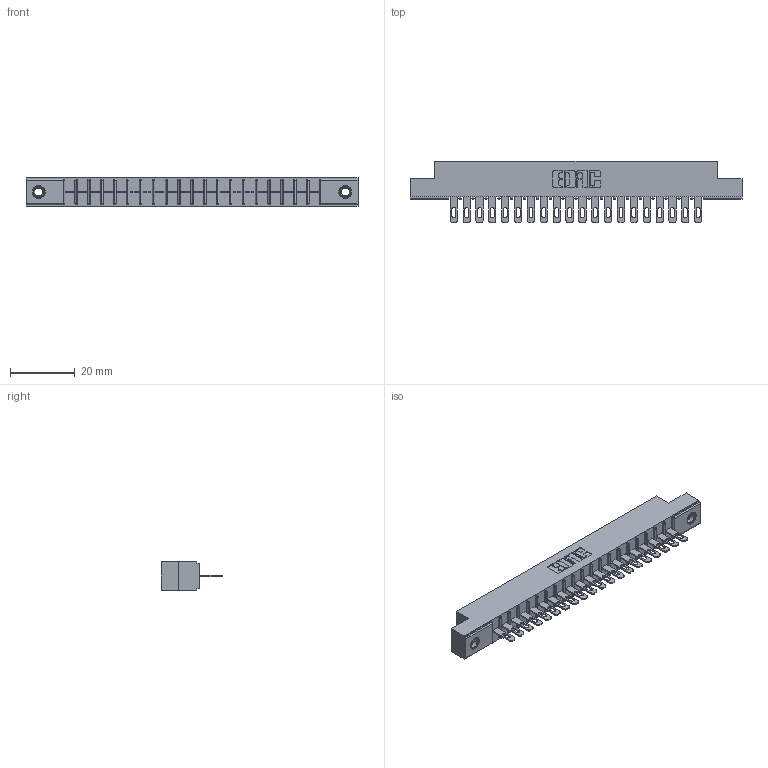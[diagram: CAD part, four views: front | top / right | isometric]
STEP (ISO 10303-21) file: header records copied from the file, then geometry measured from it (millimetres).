
FILE_DESCRIPTION (( 'STEP AP203' ), '1' );
FILE_NAME ('306-020-400-107.STEP', '2020-09-21T20:16:53', ( '' ), ( '' ), 'SwSTEP 2.0', 'SolidWorks 2020', '' );
FILE_SCHEMA (( 'CONFIG_CONTROL_DESIGN' ));
Length unit declared in the file: inch
Products named in the file (4): 306-020-400-107; 345-250-001_345-250-005-103; 306-290-001_100; 306 Part_.156 Dia
Assembly tree (23 placements, depth 2):
  306-020-400-107
    306 Part_.156 Dia
    306-290-001_100  x20
    345-250-001_345-250-005-103  x2
Bounding box: 102.26 x 18.87 x 8.71 mm (x, y, z)
Volume: 7031.8 mm3; surface area: 10700.3 mm2
Topology: 23 solids, 23 shells, 1696 faces, 4752 edges, 3052 vertices
Faces by surface type: plane 1100, cylinder 500, sphere 80, cone 12, torus 4
Entity records: 22850 total; most frequent: CARTESIAN_POINT 3814, ORIENTED_EDGE 3772, DIRECTION 3772, EDGE_CURVE 1886, VECTOR 1460, LINE 1460, VERTEX_POINT 1198, AXIS2_PLACEMENT_3D 1156
